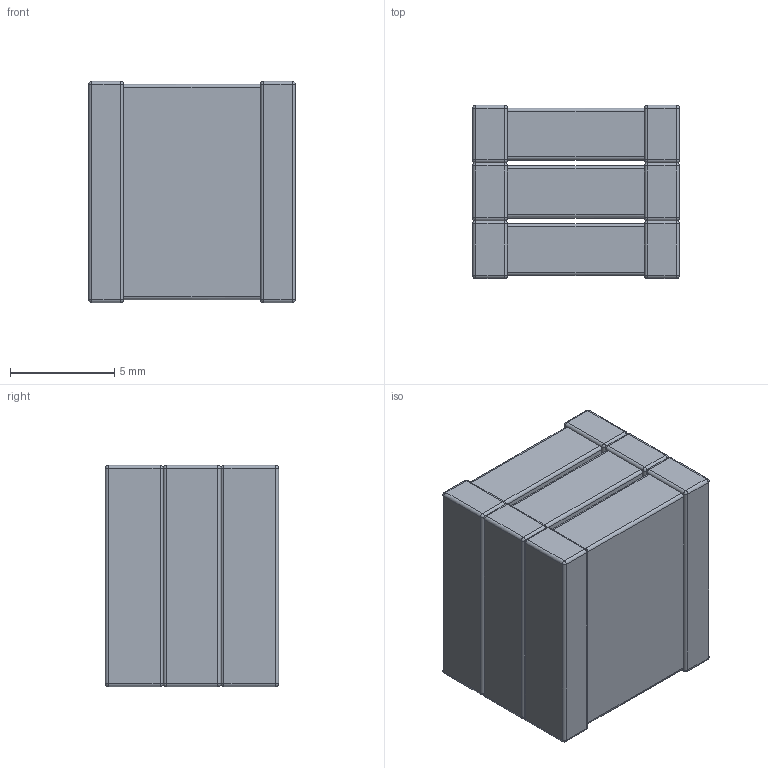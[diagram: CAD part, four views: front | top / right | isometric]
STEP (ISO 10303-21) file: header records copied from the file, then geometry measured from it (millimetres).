
FILE_DESCRIPTION (( 'STEP AP214' ), '1' );
FILE_NAME ('CCSS_K3T_3640_L9.9W10.6B1.67T8.3.STEP', '2023-04-13T20:30:12', ( '' ), ( '' ), 'SwSTEP 2.0', 'SolidWorks 2021', '' );
FILE_SCHEMA (( 'AUTOMOTIVE_DESIGN' ));
Length unit declared in the file: millimetre
Products named in the file (1): CCSS_K3T_3640_L9.9W10.6B1.67T8.3
Bounding box: 9.9 x 8.3 x 10.6 mm (x, y, z)
Volume: 794.8 mm3; surface area: 950 mm2
Topology: 6 solids, 6 shells, 249 faces, 603 edges, 318 vertices
Faces by surface type: cylinder 102, plane 99, sphere 48
Entity records: 9212 total; most frequent: CARTESIAN_POINT 1627, DIRECTION 1127, ORIENTED_EDGE 1110, EDGE_CURVE 555, AXIS2_PLACEMENT_3D 394, VECTOR 339, LINE 339, VERTEX_POINT 318
